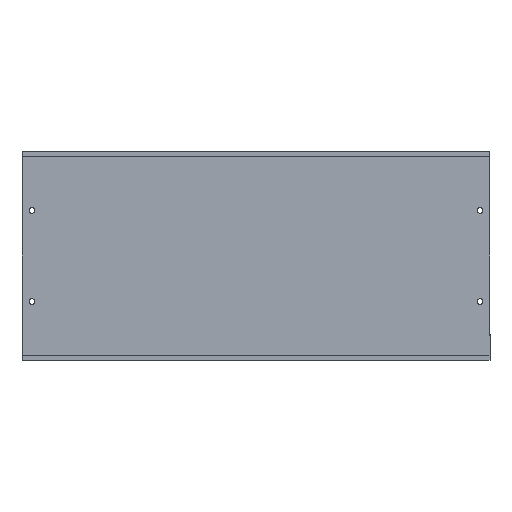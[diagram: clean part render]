
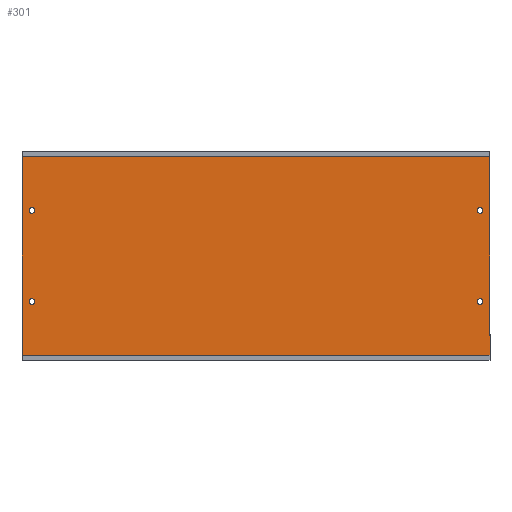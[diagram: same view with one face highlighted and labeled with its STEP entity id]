
A CAD part, front view. The second image highlights one B-rep face of the part: STEP entity #301.
In plain terms, the highlighted planar face has unit normal (0, -1, 0).
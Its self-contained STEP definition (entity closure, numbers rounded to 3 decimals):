
#1 = ORIENTED_EDGE ( 'NONE', *, *, #487, .T. ) ;
#4 = VERTEX_POINT ( 'NONE', #640 ) ;
#5 = EDGE_CURVE ( 'NONE', #415, #268, #68, .T. ) ;
#9 = VERTEX_POINT ( 'NONE', #538 ) ;
#10 = AXIS2_PLACEMENT_3D ( 'NONE', #631, #86, #180 ) ;
#11 = AXIS2_PLACEMENT_3D ( 'NONE', #442, #244, #652 ) ;
#15 = EDGE_LOOP ( 'NONE', ( #661, #121 ) ) ;
#16 = LINE ( 'NONE', #31, #354 ) ;
#18 = EDGE_CURVE ( 'NONE', #346, #259, #287, .T. ) ;
#20 = CARTESIAN_POINT ( 'NONE',  ( -86., 0., 18.6 ) ) ;
#21 = EDGE_CURVE ( 'NONE', #9, #644, #45, .T. ) ;
#31 = CARTESIAN_POINT ( 'NONE',  ( -89.8, 0., 38. ) ) ;
#35 = CIRCLE ( 'NONE', #113, 1.1 ) ;
#38 = DIRECTION ( 'NONE',  ( -1., 0., 0. ) ) ;
#39 = CARTESIAN_POINT ( 'NONE',  ( 86., 0., 16.4 ) ) ;
#45 = CIRCLE ( 'NONE', #10, 1.1 ) ;
#47 = CARTESIAN_POINT ( 'NONE',  ( 89.8, 0., -38. ) ) ;
#49 = CARTESIAN_POINT ( 'NONE',  ( 86., 0., -16.4 ) ) ;
#51 = ORIENTED_EDGE ( 'NONE', *, *, #5, .T. ) ;
#64 = ORIENTED_EDGE ( 'NONE', *, *, #18, .F. ) ;
#66 = CARTESIAN_POINT ( 'NONE',  ( -86., 0., 17.5 ) ) ;
#67 = EDGE_LOOP ( 'NONE', ( #165, #328 ) ) ;
#68 = CIRCLE ( 'NONE', #600, 1.1 ) ;
#71 = AXIS2_PLACEMENT_3D ( 'NONE', #523, #378, #132 ) ;
#73 = EDGE_CURVE ( 'NONE', #359, #320, #337, .T. ) ;
#86 = DIRECTION ( 'NONE',  ( 0., 1., 0. ) ) ;
#98 = EDGE_LOOP ( 'NONE', ( #1, #51 ) ) ;
#113 = AXIS2_PLACEMENT_3D ( 'NONE', #66, #204, #417 ) ;
#117 = VERTEX_POINT ( 'NONE', #20 ) ;
#121 = ORIENTED_EDGE ( 'NONE', *, *, #642, .T. ) ;
#132 = DIRECTION ( 'NONE',  ( 0., 0., 1. ) ) ;
#134 = DIRECTION ( 'NONE',  ( 0., 0., -1. ) ) ;
#135 = CARTESIAN_POINT ( 'NONE',  ( 86., 0., 17.5 ) ) ;
#140 = CARTESIAN_POINT ( 'NONE',  ( -86., 0., 17.5 ) ) ;
#146 = EDGE_CURVE ( 'NONE', #259, #359, #591, .T. ) ;
#160 = VECTOR ( 'NONE', #330, 1000. ) ;
#161 = DIRECTION ( 'NONE',  ( 0., 0., -1. ) ) ;
#164 = CARTESIAN_POINT ( 'NONE',  ( 86., 0., 18.6 ) ) ;
#165 = ORIENTED_EDGE ( 'NONE', *, *, #21, .T. ) ;
#166 = EDGE_CURVE ( 'NONE', #443, #4, #308, .T. ) ;
#170 = DIRECTION ( 'NONE',  ( 0., 0., 1. ) ) ;
#180 = DIRECTION ( 'NONE',  ( 0., 0., -1. ) ) ;
#185 = DIRECTION ( 'NONE',  ( 0., 0., 1. ) ) ;
#189 = EDGE_CURVE ( 'NONE', #4, #443, #395, .T. ) ;
#204 = DIRECTION ( 'NONE',  ( 0., 1., 0. ) ) ;
#205 = CIRCLE ( 'NONE', #71, 1.1 ) ;
#208 = EDGE_CURVE ( 'NONE', #644, #9, #634, .T. ) ;
#221 = CARTESIAN_POINT ( 'NONE',  ( -89.8, 0., 38. ) ) ;
#236 = AXIS2_PLACEMENT_3D ( 'NONE', #298, #439, #612 ) ;
#244 = DIRECTION ( 'NONE',  ( 0., 1., 0. ) ) ;
#248 = FACE_BOUND ( 'NONE', #98, .T. ) ;
#249 = EDGE_LOOP ( 'NONE', ( #565, #352 ) ) ;
#259 = VERTEX_POINT ( 'NONE', #47 ) ;
#268 = VERTEX_POINT ( 'NONE', #39 ) ;
#275 = EDGE_LOOP ( 'NONE', ( #64, #311, #285, #622 ) ) ;
#285 = ORIENTED_EDGE ( 'NONE', *, *, #73, .F. ) ;
#287 = LINE ( 'NONE', #436, #160 ) ;
#296 = AXIS2_PLACEMENT_3D ( 'NONE', #140, #343, #134 ) ;
#298 = CARTESIAN_POINT ( 'NONE',  ( -86., 0., -17.5 ) ) ;
#301 = ADVANCED_FACE ( 'NONE', ( #248, #606, #553, #570, #514 ), #620, .T. ) ;
#308 = CIRCLE ( 'NONE', #534, 1.1 ) ;
#311 = ORIENTED_EDGE ( 'NONE', *, *, #540, .F. ) ;
#316 = CARTESIAN_POINT ( 'NONE',  ( -89.8, 0., -38. ) ) ;
#317 = VERTEX_POINT ( 'NONE', #573 ) ;
#319 = CIRCLE ( 'NONE', #296, 1.1 ) ;
#320 = VERTEX_POINT ( 'NONE', #564 ) ;
#328 = ORIENTED_EDGE ( 'NONE', *, *, #208, .T. ) ;
#330 = DIRECTION ( 'NONE',  ( 0., 0., -1. ) ) ;
#334 = EDGE_CURVE ( 'NONE', #317, #117, #35, .T. ) ;
#337 = LINE ( 'NONE', #221, #556 ) ;
#343 = DIRECTION ( 'NONE',  ( 0., 1., 0. ) ) ;
#346 = VERTEX_POINT ( 'NONE', #507 ) ;
#352 = ORIENTED_EDGE ( 'NONE', *, *, #166, .T. ) ;
#354 = VECTOR ( 'NONE', #586, 1000. ) ;
#359 = VERTEX_POINT ( 'NONE', #316 ) ;
#378 = DIRECTION ( 'NONE',  ( 0., 1., 0. ) ) ;
#388 = CARTESIAN_POINT ( 'NONE',  ( -86., 0., -16.4 ) ) ;
#395 = CIRCLE ( 'NONE', #236, 1.1 ) ;
#401 = DIRECTION ( 'NONE',  ( 0., 1., 0. ) ) ;
#405 = CARTESIAN_POINT ( 'NONE',  ( -89.8, 0., -38. ) ) ;
#415 = VERTEX_POINT ( 'NONE', #164 ) ;
#417 = DIRECTION ( 'NONE',  ( 0., 0., -1. ) ) ;
#427 = DIRECTION ( 'NONE',  ( 0., 1., 0. ) ) ;
#436 = CARTESIAN_POINT ( 'NONE',  ( 89.8, 0., 38. ) ) ;
#439 = DIRECTION ( 'NONE',  ( 0., 1., 0. ) ) ;
#442 = CARTESIAN_POINT ( 'NONE',  ( 86., 0., -17.5 ) ) ;
#443 = VERTEX_POINT ( 'NONE', #388 ) ;
#452 = CARTESIAN_POINT ( 'NONE',  ( -86., 0., -17.5 ) ) ;
#487 = EDGE_CURVE ( 'NONE', #268, #415, #205, .T. ) ;
#507 = CARTESIAN_POINT ( 'NONE',  ( 89.8, 0., 38. ) ) ;
#514 = FACE_BOUND ( 'NONE', #67, .T. ) ;
#519 = CARTESIAN_POINT ( 'NONE',  ( 0., 0., 0. ) ) ;
#523 = CARTESIAN_POINT ( 'NONE',  ( 86., 0., 17.5 ) ) ;
#534 = AXIS2_PLACEMENT_3D ( 'NONE', #452, #401, #662 ) ;
#538 = CARTESIAN_POINT ( 'NONE',  ( 86., 0., -18.6 ) ) ;
#540 = EDGE_CURVE ( 'NONE', #320, #346, #16, .T. ) ;
#553 = FACE_OUTER_BOUND ( 'NONE', #275, .T. ) ;
#556 = VECTOR ( 'NONE', #170, 1000. ) ;
#564 = CARTESIAN_POINT ( 'NONE',  ( -89.8, 0., 38. ) ) ;
#565 = ORIENTED_EDGE ( 'NONE', *, *, #189, .T. ) ;
#570 = FACE_BOUND ( 'NONE', #15, .T. ) ;
#573 = CARTESIAN_POINT ( 'NONE',  ( -86., 0., 16.4 ) ) ;
#578 = VECTOR ( 'NONE', #38, 1000. ) ;
#586 = DIRECTION ( 'NONE',  ( 1., 0., 0. ) ) ;
#591 = LINE ( 'NONE', #405, #578 ) ;
#600 = AXIS2_PLACEMENT_3D ( 'NONE', #135, #427, #185 ) ;
#606 = FACE_BOUND ( 'NONE', #249, .T. ) ;
#612 = DIRECTION ( 'NONE',  ( 0., 0., 1. ) ) ;
#618 = DIRECTION ( 'NONE',  ( 0., -1., 0. ) ) ;
#620 = PLANE ( 'NONE',  #646 ) ;
#622 = ORIENTED_EDGE ( 'NONE', *, *, #146, .F. ) ;
#631 = CARTESIAN_POINT ( 'NONE',  ( 86., 0., -17.5 ) ) ;
#634 = CIRCLE ( 'NONE', #11, 1.1 ) ;
#640 = CARTESIAN_POINT ( 'NONE',  ( -86., 0., -18.6 ) ) ;
#642 = EDGE_CURVE ( 'NONE', #117, #317, #319, .T. ) ;
#644 = VERTEX_POINT ( 'NONE', #49 ) ;
#646 = AXIS2_PLACEMENT_3D ( 'NONE', #519, #618, #161 ) ;
#652 = DIRECTION ( 'NONE',  ( 0., 0., -1. ) ) ;
#661 = ORIENTED_EDGE ( 'NONE', *, *, #334, .T. ) ;
#662 = DIRECTION ( 'NONE',  ( 0., 0., 1. ) ) ;
